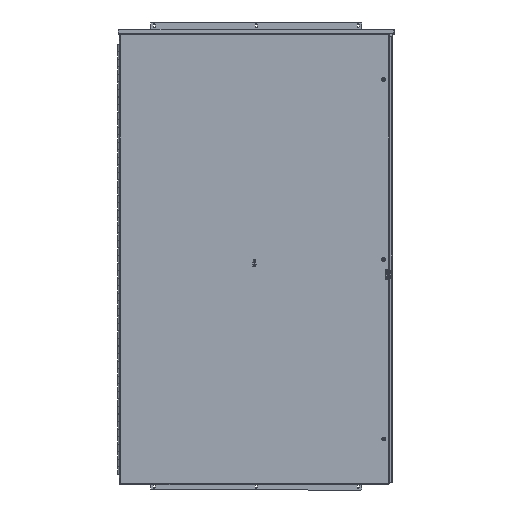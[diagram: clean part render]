
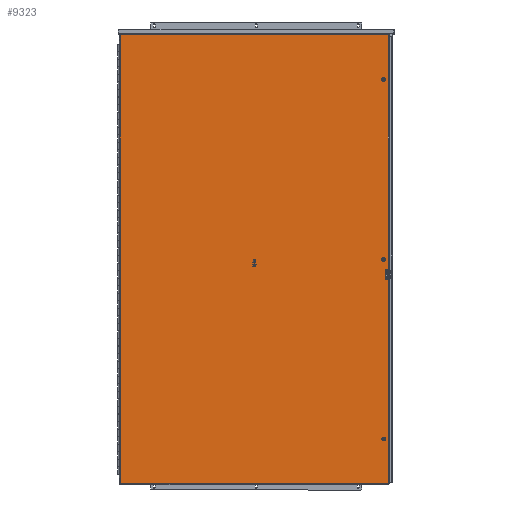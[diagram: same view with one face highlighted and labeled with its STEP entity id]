
A CAD part, front view. The second image highlights one B-rep face of the part: STEP entity #9323.
In plain terms, the highlighted planar face has unit normal (0, -1, 0).
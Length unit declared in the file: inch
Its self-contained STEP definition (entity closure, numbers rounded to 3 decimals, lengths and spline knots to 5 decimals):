
#344 = VERTEX_POINT ( 'NONE', #20720 ) ;
#850 = DIRECTION ( 'NONE',  ( 1., 0., 0. ) ) ;
#884 = ORIENTED_EDGE ( 'NONE', *, *, #26173, .T. ) ;
#1285 = CARTESIAN_POINT ( 'NONE',  ( 17.508, -12.1705, -30.164 ) ) ;
#1427 = VERTEX_POINT ( 'NONE', #40686 ) ;
#2005 = VECTOR ( 'NONE', #11372, 39.37008 ) ;
#2806 = EDGE_CURVE ( 'NONE', #12329, #35695, #7901, .T. ) ;
#3089 = ORIENTED_EDGE ( 'NONE', *, *, #30972, .T. ) ;
#3258 = VECTOR ( 'NONE', #7307, 39.37008 ) ;
#3486 = DIRECTION ( 'NONE',  ( 0., 1., 0. ) ) ;
#3594 = VERTEX_POINT ( 'NONE', #37291 ) ;
#3673 = CARTESIAN_POINT ( 'NONE',  ( 17.508, -12.1705, -30.164 ) ) ;
#4423 = CIRCLE ( 'NONE', #12827, 0.133 ) ;
#4444 = EDGE_LOOP ( 'NONE', ( #13094, #34987, #37104, #40281 ) ) ;
#5465 = VERTEX_POINT ( 'NONE', #13185 ) ;
#5952 = CIRCLE ( 'NONE', #27634, 0.133 ) ;
#6062 = ORIENTED_EDGE ( 'NONE', *, *, #7261, .T. ) ;
#6155 = CARTESIAN_POINT ( 'NONE',  ( 17.508, -12.1705, -30.164 ) ) ;
#6283 = DIRECTION ( 'NONE',  ( 1., 0., 0. ) ) ;
#6658 = DIRECTION ( 'NONE',  ( 0., 0., -1. ) ) ;
#6896 = DIRECTION ( 'NONE',  ( 0., 1., 0. ) ) ;
#7096 = CARTESIAN_POINT ( 'NONE',  ( 17.45975, -12.1705, -30.164 ) ) ;
#7116 = CARTESIAN_POINT ( 'NONE',  ( 16.884, -12.1705, -24.242 ) ) ;
#7261 = EDGE_CURVE ( 'NONE', #42877, #5465, #31290, .T. ) ;
#7307 = DIRECTION ( 'NONE',  ( -1., 0., 0. ) ) ;
#7901 = CIRCLE ( 'NONE', #12094, 0.133 ) ;
#7955 = CARTESIAN_POINT ( 'NONE',  ( 17.14725, -12.1705, -3.117 ) ) ;
#8447 = VERTEX_POINT ( 'NONE', #12250 ) ;
#8501 = ORIENTED_EDGE ( 'NONE', *, *, #31078, .T. ) ;
#9323 = ADVANCED_FACE ( 'NONE', ( #30504, #39735, #20215, #9501, #43239 ), #9939, .T. ) ;
#9452 = DIRECTION ( 'NONE',  ( 1., 0., 0. ) ) ;
#9501 = FACE_BOUND ( 'NONE', #32093, .T. ) ;
#9542 = DIRECTION ( 'NONE',  ( 1., 0., 0. ) ) ;
#9939 = PLANE ( 'NONE',  #30018 ) ;
#11078 = EDGE_CURVE ( 'NONE', #31590, #38334, #15971, .T. ) ;
#11372 = DIRECTION ( 'NONE',  ( 0., 0., 1. ) ) ;
#11984 = EDGE_CURVE ( 'NONE', #8447, #42877, #13395, .T. ) ;
#12094 = AXIS2_PLACEMENT_3D ( 'NONE', #20361, #33719, #24309 ) ;
#12173 = EDGE_LOOP ( 'NONE', ( #20508, #3089 ) ) ;
#12250 = CARTESIAN_POINT ( 'NONE',  ( -18.026, -12.1705, -30.164 ) ) ;
#12329 = VERTEX_POINT ( 'NONE', #32188 ) ;
#12827 = AXIS2_PLACEMENT_3D ( 'NONE', #7116, #6896, #29694 ) ;
#13094 = ORIENTED_EDGE ( 'NONE', *, *, #29809, .T. ) ;
#13185 = CARTESIAN_POINT ( 'NONE',  ( 17.508, -12.1705, 29.305 ) ) ;
#13254 = VERTEX_POINT ( 'NONE', #22823 ) ;
#13375 = DIRECTION ( 'NONE',  ( 0., 0., -1. ) ) ;
#13395 = LINE ( 'NONE', #6155, #28650 ) ;
#14816 = ORIENTED_EDGE ( 'NONE', *, *, #16711, .T. ) ;
#15114 = CARTESIAN_POINT ( 'NONE',  ( 17.14725, -12.1705, -30.164 ) ) ;
#15971 = LINE ( 'NONE', #15114, #23645 ) ;
#16116 = CARTESIAN_POINT ( 'NONE',  ( 16.884, -12.1705, 23.383 ) ) ;
#16352 = VERTEX_POINT ( 'NONE', #38902 ) ;
#16711 = EDGE_CURVE ( 'NONE', #3594, #8447, #38843, .T. ) ;
#17000 = CARTESIAN_POINT ( 'NONE',  ( 16.884, -12.1705, 23.383 ) ) ;
#17488 = CARTESIAN_POINT ( 'NONE',  ( 16.751, -12.1705, 23.383 ) ) ;
#19202 = LINE ( 'NONE', #42222, #20790 ) ;
#19771 = EDGE_LOOP ( 'NONE', ( #884, #8501 ) ) ;
#20215 = FACE_BOUND ( 'NONE', #4444, .T. ) ;
#20246 = LINE ( 'NONE', #26820, #3258 ) ;
#20361 = CARTESIAN_POINT ( 'NONE',  ( 16.884, -12.1705, -0.4295 ) ) ;
#20413 = CARTESIAN_POINT ( 'NONE',  ( 17.14725, -12.1705, -1.742 ) ) ;
#20501 = ORIENTED_EDGE ( 'NONE', *, *, #11984, .T. ) ;
#20508 = ORIENTED_EDGE ( 'NONE', *, *, #22483, .T. ) ;
#20720 = CARTESIAN_POINT ( 'NONE',  ( 17.017, -12.1705, -24.242 ) ) ;
#20790 = VECTOR ( 'NONE', #28649, 39.37008 ) ;
#21518 = CIRCLE ( 'NONE', #28533, 0.133 ) ;
#22483 = EDGE_CURVE ( 'NONE', #1427, #29615, #5952, .T. ) ;
#22823 = CARTESIAN_POINT ( 'NONE',  ( 17.45975, -12.1705, -1.742 ) ) ;
#22886 = VECTOR ( 'NONE', #9542, 39.37008 ) ;
#23089 = DIRECTION ( 'NONE',  ( 1., 0., 0. ) ) ;
#23618 = CIRCLE ( 'NONE', #41830, 0.133 ) ;
#23645 = VECTOR ( 'NONE', #35898, 39.37008 ) ;
#23871 = EDGE_CURVE ( 'NONE', #38334, #13254, #29474, .T. ) ;
#24309 = DIRECTION ( 'NONE',  ( 1., 0., 0. ) ) ;
#26173 = EDGE_CURVE ( 'NONE', #344, #31635, #4423, .T. ) ;
#26201 = DIRECTION ( 'NONE',  ( 0., 1., 0. ) ) ;
#26592 = DIRECTION ( 'NONE',  ( 0., -1., 0. ) ) ;
#26661 = DIRECTION ( 'NONE',  ( 0., 1., 0. ) ) ;
#26820 = CARTESIAN_POINT ( 'NONE',  ( 17.508, -12.1705, -3.117 ) ) ;
#27634 = AXIS2_PLACEMENT_3D ( 'NONE', #16116, #26201, #35166 ) ;
#28533 = AXIS2_PLACEMENT_3D ( 'NONE', #17000, #26661, #6283 ) ;
#28567 = CARTESIAN_POINT ( 'NONE',  ( -18.026, -12.1705, -30.164 ) ) ;
#28600 = ORIENTED_EDGE ( 'NONE', *, *, #30833, .T. ) ;
#28649 = DIRECTION ( 'NONE',  ( -1., 0., 0. ) ) ;
#28650 = VECTOR ( 'NONE', #9452, 39.37008 ) ;
#29474 = LINE ( 'NONE', #36684, #22886 ) ;
#29615 = VERTEX_POINT ( 'NONE', #17488 ) ;
#29694 = DIRECTION ( 'NONE',  ( 1., 0., 0. ) ) ;
#29778 = EDGE_CURVE ( 'NONE', #16352, #31590, #20246, .T. ) ;
#29809 = EDGE_CURVE ( 'NONE', #13254, #16352, #37540, .T. ) ;
#29940 = DIRECTION ( 'NONE',  ( 1., 0., 0. ) ) ;
#30018 = AXIS2_PLACEMENT_3D ( 'NONE', #33576, #26592, #23089 ) ;
#30504 = FACE_OUTER_BOUND ( 'NONE', #32077, .T. ) ;
#30833 = EDGE_CURVE ( 'NONE', #5465, #3594, #19202, .T. ) ;
#30972 = EDGE_CURVE ( 'NONE', #29615, #1427, #21518, .T. ) ;
#31078 = EDGE_CURVE ( 'NONE', #31635, #344, #23618, .T. ) ;
#31290 = LINE ( 'NONE', #1285, #2005 ) ;
#31590 = VERTEX_POINT ( 'NONE', #7955 ) ;
#31608 = AXIS2_PLACEMENT_3D ( 'NONE', #40724, #3486, #850 ) ;
#31635 = VERTEX_POINT ( 'NONE', #38616 ) ;
#32077 = EDGE_LOOP ( 'NONE', ( #28600, #14816, #20501, #6062 ) ) ;
#32093 = EDGE_LOOP ( 'NONE', ( #38113, #38890 ) ) ;
#32188 = CARTESIAN_POINT ( 'NONE',  ( 16.751, -12.1705, -0.4295 ) ) ;
#32364 = EDGE_CURVE ( 'NONE', #35695, #12329, #42806, .T. ) ;
#33576 = CARTESIAN_POINT ( 'NONE',  ( 17.508, -12.1705, -30.164 ) ) ;
#33719 = DIRECTION ( 'NONE',  ( 0., 1., 0. ) ) ;
#34987 = ORIENTED_EDGE ( 'NONE', *, *, #29778, .T. ) ;
#35166 = DIRECTION ( 'NONE',  ( 1., 0., 0. ) ) ;
#35695 = VERTEX_POINT ( 'NONE', #40387 ) ;
#35898 = DIRECTION ( 'NONE',  ( 0., 0., 1. ) ) ;
#36296 = CARTESIAN_POINT ( 'NONE',  ( 16.884, -12.1705, -24.242 ) ) ;
#36684 = CARTESIAN_POINT ( 'NONE',  ( 17.508, -12.1705, -1.742 ) ) ;
#37104 = ORIENTED_EDGE ( 'NONE', *, *, #11078, .T. ) ;
#37160 = DIRECTION ( 'NONE',  ( 0., 1., 0. ) ) ;
#37291 = CARTESIAN_POINT ( 'NONE',  ( -18.026, -12.1705, 29.305 ) ) ;
#37540 = LINE ( 'NONE', #7096, #39632 ) ;
#38113 = ORIENTED_EDGE ( 'NONE', *, *, #32364, .T. ) ;
#38334 = VERTEX_POINT ( 'NONE', #20413 ) ;
#38616 = CARTESIAN_POINT ( 'NONE',  ( 16.751, -12.1705, -24.242 ) ) ;
#38843 = LINE ( 'NONE', #28567, #39816 ) ;
#38890 = ORIENTED_EDGE ( 'NONE', *, *, #2806, .T. ) ;
#38902 = CARTESIAN_POINT ( 'NONE',  ( 17.45975, -12.1705, -3.117 ) ) ;
#39632 = VECTOR ( 'NONE', #6658, 39.37008 ) ;
#39735 = FACE_BOUND ( 'NONE', #12173, .T. ) ;
#39816 = VECTOR ( 'NONE', #13375, 39.37008 ) ;
#40281 = ORIENTED_EDGE ( 'NONE', *, *, #23871, .T. ) ;
#40387 = CARTESIAN_POINT ( 'NONE',  ( 17.017, -12.1705, -0.4295 ) ) ;
#40686 = CARTESIAN_POINT ( 'NONE',  ( 17.017, -12.1705, 23.383 ) ) ;
#40724 = CARTESIAN_POINT ( 'NONE',  ( 16.884, -12.1705, -0.4295 ) ) ;
#41830 = AXIS2_PLACEMENT_3D ( 'NONE', #36296, #37160, #29940 ) ;
#42222 = CARTESIAN_POINT ( 'NONE',  ( 17.508, -12.1705, 29.305 ) ) ;
#42806 = CIRCLE ( 'NONE', #31608, 0.133 ) ;
#42877 = VERTEX_POINT ( 'NONE', #3673 ) ;
#43239 = FACE_BOUND ( 'NONE', #19771, .T. ) ;
